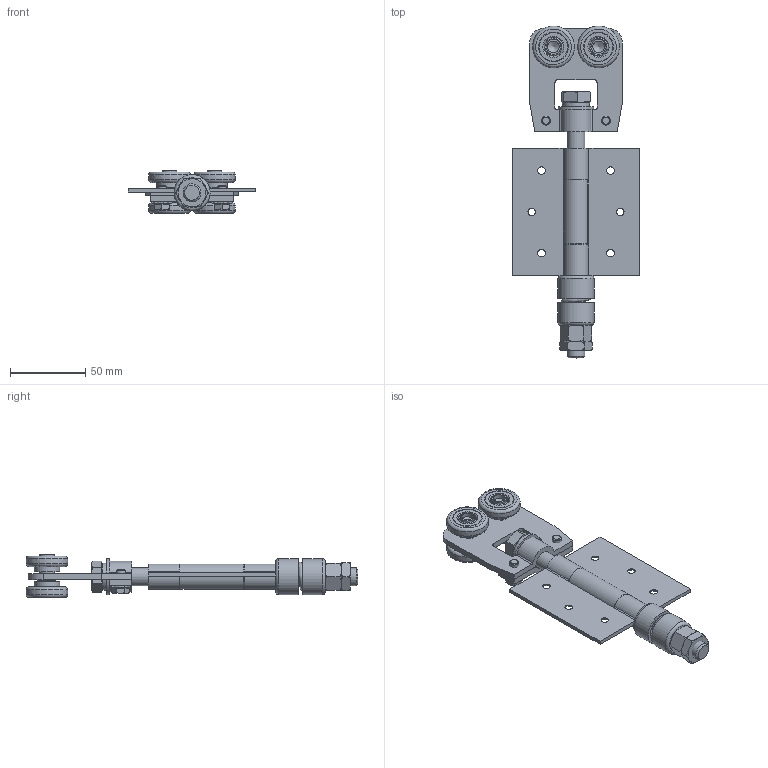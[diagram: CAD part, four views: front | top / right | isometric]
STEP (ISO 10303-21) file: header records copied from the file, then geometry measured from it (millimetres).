
FILE_DESCRIPTION(/* description */ (''),/* implementation_level */ '2;1');
FILE_NAME(/* name */ '9332.stp',/* time_stamp */ '2022-05-30T12:25:31+02:00',/* author */ ('SIMMETF'),/* organization */ (''),/* preprocessor_version */ 'ST-DEVELOPER v18.1',/* originating_system */ 'Autodesk Inventor 2021',/* authorisation */ '');
FILE_SCHEMA (('AUTOMOTIVE_DESIGN { 1 0 10303 214 3 1 1 }'));
Length unit declared in the file: millimetre
Products named in the file (1): Pièce1
Bounding box: 85 x 221.15 x 28.6 mm (x, y, z)
Volume: 93823.9 mm3; surface area: 75637.7 mm2
Topology: 86 solids, 86 shells, 558 faces, 1349 edges, 871 vertices
Faces by surface type: plane 208, cylinder 184, cone 81, sphere 52, torus 28, bspline 5
Full cylindrical faces by diameter (mm): 4.917 x2, 5 x6, 6 x2, 6.2 x4, 7.8 x4, 8.88 x2, 9.9 x4, 10.1 x4, 10.106 x2, 12 x5, 12.05 x8, 12.1 x1, 12.3 x2, 12.5 x1, 16.63 x1, 17 x4, 18 x1, 19 x8, 19.8 x8, 20 x2, 24 x3
Entity records: 17674 total; most frequent: CARTESIAN_POINT 4021, DIRECTION 2867, ORIENTED_EDGE 2482, EDGE_CURVE 1241, AXIS2_PLACEMENT_3D 1147, VERTEX_POINT 871, EDGE_LOOP 648, STYLED_ITEM 606
